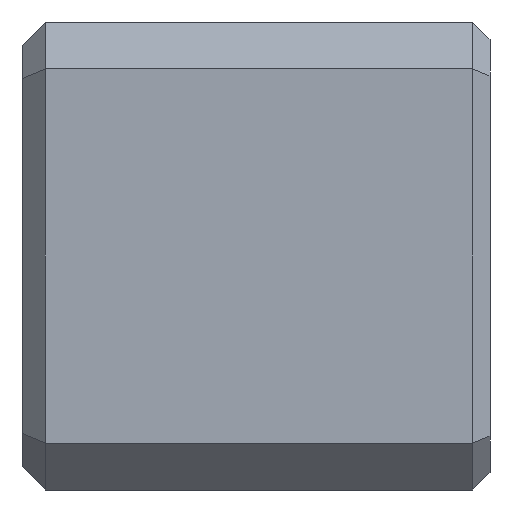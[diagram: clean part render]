
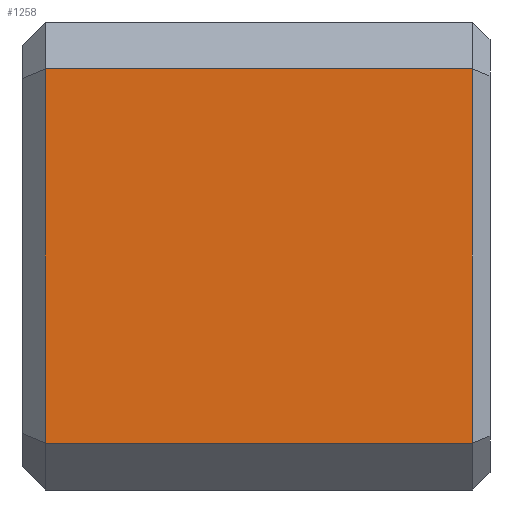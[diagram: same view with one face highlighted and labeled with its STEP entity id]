
A CAD part, left-side view. The second image highlights one B-rep face of the part: STEP entity #1258.
In plain terms, the highlighted planar face has unit normal (-1, 0, 0).
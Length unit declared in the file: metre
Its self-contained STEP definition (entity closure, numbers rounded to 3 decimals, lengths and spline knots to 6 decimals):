
#79=LINE('',#1938,#225);
#80=LINE('',#1941,#226);
#81=LINE('',#1943,#227);
#82=LINE('',#1945,#228);
#225=VECTOR('',#1524,1.);
#226=VECTOR('',#1525,1.);
#227=VECTOR('',#1526,1.);
#228=VECTOR('',#1527,1.);
#383=ORIENTED_EDGE('',*,*,#733,.T.);
#384=ORIENTED_EDGE('',*,*,#734,.T.);
#385=ORIENTED_EDGE('',*,*,#735,.T.);
#386=ORIENTED_EDGE('',*,*,#736,.T.);
#733=EDGE_CURVE('',#908,#909,#79,.T.);
#734=EDGE_CURVE('',#909,#910,#80,.T.);
#735=EDGE_CURVE('',#910,#911,#81,.T.);
#736=EDGE_CURVE('',#911,#908,#82,.T.);
#908=VERTEX_POINT('',#1939);
#909=VERTEX_POINT('',#1940);
#910=VERTEX_POINT('',#1942);
#911=VERTEX_POINT('',#1944);
#996=EDGE_LOOP('',(#383,#384,#385,#386));
#1098=FACE_BOUND('',#996,.T.);
#1192=PLANE('',#1357);
#1258=ADVANCED_FACE('',(#1098),#1192,.F.);
#1357=AXIS2_PLACEMENT_3D('',#1937,#1522,#1523);
#1522=DIRECTION('',(1.,0.,0.));
#1523=DIRECTION('',(0.,0.,-1.));
#1524=DIRECTION('',(0.,1.,0.));
#1525=DIRECTION('',(0.,0.,-1.));
#1526=DIRECTION('',(0.,-1.,0.));
#1527=DIRECTION('',(0.,0.,1.));
#1937=CARTESIAN_POINT('',(-0.035,-0.04,0.));
#1938=CARTESIAN_POINT('',(-0.035,0.,0.016));
#1939=CARTESIAN_POINT('',(-0.035,-0.0385,0.016));
#1940=CARTESIAN_POINT('',(-0.035,-0.002,0.016));
#1941=CARTESIAN_POINT('',(-0.035,-0.002,0.));
#1942=CARTESIAN_POINT('',(-0.035,-0.002,-0.016));
#1943=CARTESIAN_POINT('',(-0.035,-0.04,-0.016));
#1944=CARTESIAN_POINT('',(-0.035,-0.0385,-0.016));
#1945=CARTESIAN_POINT('',(-0.035,-0.0385,0.016));
